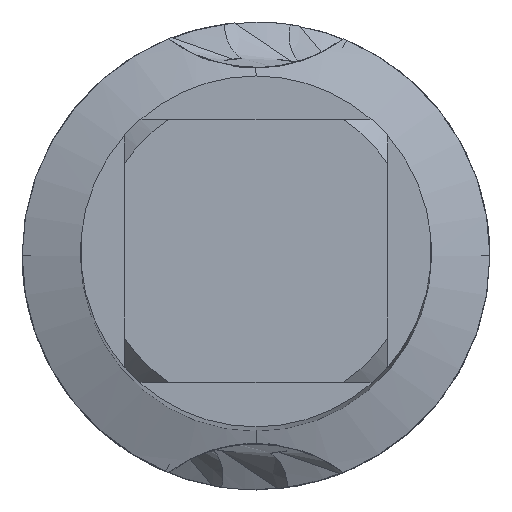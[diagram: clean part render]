
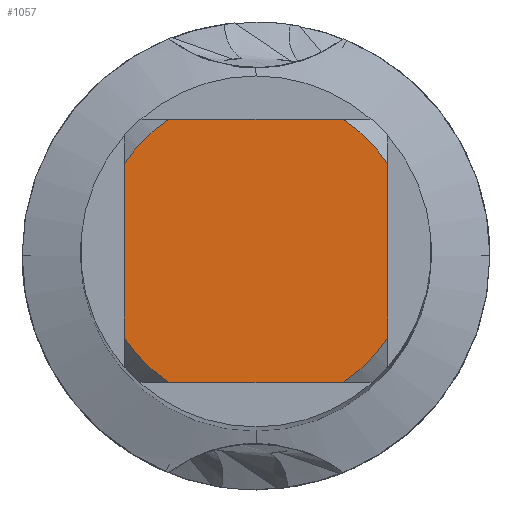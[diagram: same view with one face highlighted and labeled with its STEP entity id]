
A CAD part, top view. The second image highlights one B-rep face of the part: STEP entity #1057.
In plain terms, the highlighted planar face has unit normal (0, 0, 1).
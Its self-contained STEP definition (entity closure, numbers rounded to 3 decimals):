
#1009=VERTEX_POINT('',#2729);
#1057=ADVANCED_FACE('',(#2782),#2783,.T.);
#1117=EDGE_CURVE('',#2201,#1453,#2849,.T.);
#1201=VERTEX_POINT('',#2942);
#1413=EDGE_CURVE('',#2523,#2413,#3170,.T.);
#1453=VERTEX_POINT('',#3216);
#1465=EDGE_CURVE('',#1657,#1009,#3229,.T.);
#1643=EDGE_CURVE('',#2201,#2413,#3419,.T.);
#1657=VERTEX_POINT('',#3435);
#2001=EDGE_CURVE('',#2523,#2219,#3809,.T.);
#2201=VERTEX_POINT('',#4028);
#2205=EDGE_CURVE('',#1201,#1009,#4032,.T.);
#2219=VERTEX_POINT('',#4047);
#2231=EDGE_CURVE('',#1201,#1453,#4059,.T.);
#2289=EDGE_CURVE('',#1657,#2219,#4124,.T.);
#2413=VERTEX_POINT('',#4263);
#2523=VERTEX_POINT('',#4383);
#2729=CARTESIAN_POINT('',(-2.985,4.5,0.0));
#2782=FACE_OUTER_BOUND('',#4859,.T.);
#2783=PLANE('',#4860);
#2849=CIRCLE('',#5013,5.4);
#2942=CARTESIAN_POINT('',(-4.5,2.985,0.0));
#3170=CIRCLE('',#5992,5.4);
#3216=CARTESIAN_POINT('',(-4.5,-2.985,0.0));
#3229=LINE('',#6397,#6398);
#3419=LINE('',#7128,#7129);
#3435=CARTESIAN_POINT('',(2.985,4.5,0.0));
#3809=LINE('',#8400,#8401);
#4028=CARTESIAN_POINT('',(-2.985,-4.5,0.0));
#4032=CIRCLE('',#8826,5.4);
#4047=CARTESIAN_POINT('',(4.5,2.985,0.0));
#4059=LINE('',#8911,#8912);
#4124=CIRCLE('',#9025,5.4);
#4263=CARTESIAN_POINT('',(2.985,-4.5,0.0));
#4383=CARTESIAN_POINT('',(4.5,-2.985,0.0));
#4859=EDGE_LOOP('',(#10013,#10014,#10015,#10016,#10017,#10018,#10019,#10020));
#4860=AXIS2_PLACEMENT_3D('',#10021,#10022,#10023);
#5013=AXIS2_PLACEMENT_3D('',#10095,#10096,#10097);
#5992=AXIS2_PLACEMENT_3D('',#10413,#10414,#10415);
#6397=CARTESIAN_POINT('',(0.0,4.5,0.0));
#6398=VECTOR('',#10543,1.0);
#7128=CARTESIAN_POINT('',(0.0,-4.5,0.0));
#7129=VECTOR('',#10710,1.0);
#8400=CARTESIAN_POINT('',(4.5,1.35,0.0));
#8401=VECTOR('',#11133,1.0);
#8826=AXIS2_PLACEMENT_3D('',#11379,#11380,#11381);
#8911=CARTESIAN_POINT('',(-4.5,1.35,0.0));
#8912=VECTOR('',#11401,1.0);
#9025=AXIS2_PLACEMENT_3D('',#11486,#11487,#11488);
#10013=ORIENTED_EDGE('',*,*,#2231,.T.);
#10014=ORIENTED_EDGE('',*,*,#1117,.F.);
#10015=ORIENTED_EDGE('',*,*,#1643,.T.);
#10016=ORIENTED_EDGE('',*,*,#1413,.F.);
#10017=ORIENTED_EDGE('',*,*,#2001,.T.);
#10018=ORIENTED_EDGE('',*,*,#2289,.F.);
#10019=ORIENTED_EDGE('',*,*,#1465,.T.);
#10020=ORIENTED_EDGE('',*,*,#2205,.F.);
#10021=CARTESIAN_POINT('',(0.0,2.7,0.0));
#10022=DIRECTION('',(-0.0,0.0,1.0));
#10023=DIRECTION('',(0.0,-1.0,0.0));
#10095=CARTESIAN_POINT('',(0.0,0.0,0.0));
#10096=DIRECTION('',(0.0,0.0,-1.0));
#10097=DIRECTION('',(0.0,1.0,0.0));
#10413=CARTESIAN_POINT('',(0.0,0.0,0.0));
#10414=DIRECTION('',(0.0,0.0,-1.0));
#10415=DIRECTION('',(0.0,1.0,0.0));
#10543=DIRECTION('',(-1.0,0.0,0.0));
#10710=DIRECTION('',(1.0,0.0,0.0));
#11133=DIRECTION('',(-0.0,1.0,0.0));
#11379=CARTESIAN_POINT('',(0.0,0.0,0.0));
#11380=DIRECTION('',(0.0,0.0,-1.0));
#11381=DIRECTION('',(0.0,1.0,0.0));
#11401=DIRECTION('',(-0.0,-1.0,0.0));
#11486=CARTESIAN_POINT('',(0.0,0.0,0.0));
#11487=DIRECTION('',(0.0,0.0,-1.0));
#11488=DIRECTION('',(0.0,1.0,0.0));
